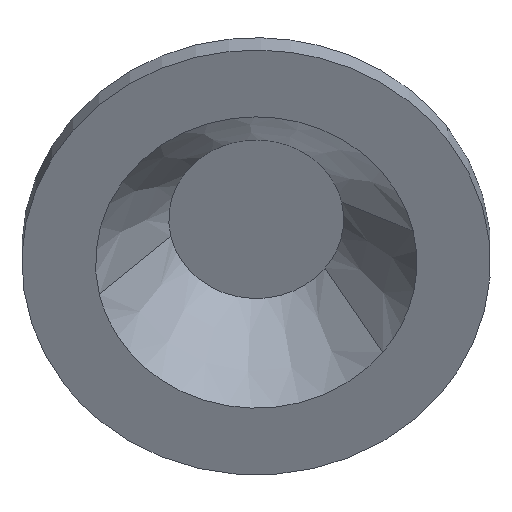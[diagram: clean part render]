
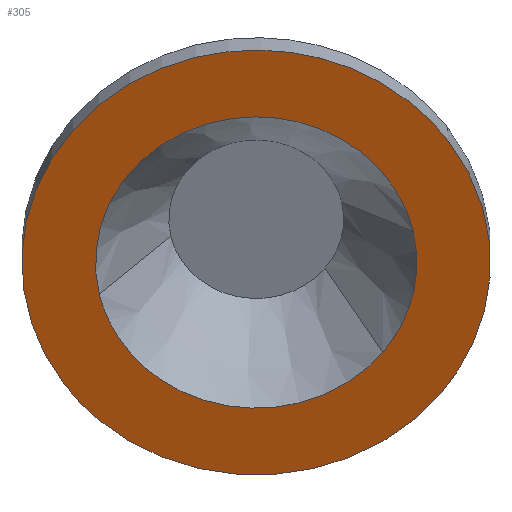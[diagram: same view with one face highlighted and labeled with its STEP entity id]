
A CAD part, left-side view. The second image highlights one B-rep face of the part: STEP entity #305.
In plain terms, the highlighted planar face has unit normal (-0.906, 0, -0.423).
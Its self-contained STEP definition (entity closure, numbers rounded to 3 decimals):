
#143=CARTESIAN_POINT('POINT10',(-340.503,
   -13.085,-86.166));
#144=VERTEX_POINT('VERTEX10',#143);
#152=CARTESIAN_POINT('POINT11',(-332.72,
   13.085,-102.857));
#153=VERTEX_POINT('VERTEX11',#152);
#160=(BOUNDED_CURVE() B_SPLINE_CURVE(2,(#161,#162,#163,#164,#165,#166,
   #167),.UNSPECIFIED.,.F.,.F.) B_SPLINE_CURVE_WITH_KNOTS((3,2,2,3),(
   24.249,27.713,55.426,
   66.511),.UNSPECIFIED.) CURVE() 
   GEOMETRIC_REPRESENTATION_ITEM() RATIONAL_B_SPLINE_CURVE((
   0.891,0.938,1.,0.5,
   1.,0.8,0.76)) REPRESENTATION_ITEM('SPLINE_CRV11'));
#161=CARTESIAN_POINT('',(-332.72,13.085,
   -102.857));
#162=CARTESIAN_POINT('',(-333.359,14.148,
   -101.488));
#163=CARTESIAN_POINT('',(-334.083,14.839,
   -99.935));
#164=CARTESIAN_POINT('',(-344.945,25.203,
   -76.641));
#165=CARTESIAN_POINT('',(-343.307,-2.237,
   -80.153));
#166=CARTESIAN_POINT('',(-342.898,-9.098,
   -81.031));
#167=CARTESIAN_POINT('',(-340.503,-13.085,
   -86.166));
#168=EDGE_CURVE('EDGE15',#153,#144,#160,.T.);
#179=CARTESIAN_POINT('POINT12',(-332.445,
   -12.602,-103.447));
#180=VERTEX_POINT('VERTEX12',#179);
#181=(BOUNDED_CURVE() B_SPLINE_CURVE(2,(#182,#183,#184),.UNSPECIFIED.,
   .F.,.F.) B_SPLINE_CURVE_WITH_KNOTS((3,3),(66.511,
   83.138),.UNSPECIFIED.) CURVE() 
   GEOMETRIC_REPRESENTATION_ITEM() RATIONAL_B_SPLINE_CURVE((0.76,
   0.7,1.)) REPRESENTATION_ITEM('SPLINE_CRV12'));
#182=CARTESIAN_POINT('',(-340.503,-13.085,
   -86.166));
#183=CARTESIAN_POINT('',(-336.398,-19.92,
   -94.969));
#184=CARTESIAN_POINT('',(-332.445,-12.602,
   -103.447));
#185=EDGE_CURVE('EDGE16',#144,#180,#181,.T.);
#199=(BOUNDED_CURVE() B_SPLINE_CURVE(2,(#200,#201,#202),.UNSPECIFIED.,
   .F.,.F.) B_SPLINE_CURVE_WITH_KNOTS((3,3),(0.,
   24.249),.UNSPECIFIED.) CURVE() 
   GEOMETRIC_REPRESENTATION_ITEM() RATIONAL_B_SPLINE_CURVE((1.,
   0.562,0.891)) REPRESENTATION_ITEM(
   'SPLINE_CRV14'));
#200=CARTESIAN_POINT('',(-332.445,-12.602,
   -103.447));
#201=CARTESIAN_POINT('',(-325.271,0.68,
   -118.833));
#202=CARTESIAN_POINT('',(-332.72,13.085,
   -102.857));
#203=EDGE_CURVE('EDGE18',#180,#153,#199,.T.);
#244=CARTESIAN_POINT('POINT16',(-337.618,
   -10.709,-92.354));
#245=VERTEX_POINT('VERTEX16',#244);
#253=CARTESIAN_POINT('POINT17',(-333.755,
   -8.641,-100.638));
#254=VERTEX_POINT('VERTEX17',#253);
#260=(BOUNDED_CURVE() B_SPLINE_CURVE(2,(#261,#262,#263),.UNSPECIFIED.,
   .F.,.F.) B_SPLINE_CURVE_WITH_KNOTS((3,3),(0.857,
   1.),.UNSPECIFIED.) CURVE() GEOMETRIC_REPRESENTATION_ITEM() 
   RATIONAL_B_SPLINE_CURVE((0.755,0.786,
   1.)) REPRESENTATION_ITEM('SPLINE_CRV19'));
#261=CARTESIAN_POINT('',(-337.618,-10.709,
   -92.354));
#262=CARTESIAN_POINT('',(-335.48,-11.834,
   -96.939));
#263=CARTESIAN_POINT('',(-333.755,-8.641,
   -100.638));
#264=EDGE_CURVE('EDGE24',#245,#254,#260,.T.);
#274=ORIENTED_EDGE('COEDGE41',*,*,#203,.F.);
#275=ORIENTED_EDGE('COEDGE42',*,*,#185,.F.);
#276=ORIENTED_EDGE('COEDGE43',*,*,#168,.F.);
#277=EDGE_LOOP('NONE',(#274,#275,#276));
#278=FACE_BOUND('LOOP1',#277,.T.);
#279=CARTESIAN_POINT('POINT18',(-335.606,
   10.709,-96.669));
#280=VERTEX_POINT('VERTEX18',#279);
#281=(BOUNDED_CURVE() B_SPLINE_CURVE(2,(#282,#283,#284,#285,#286),
   .UNSPECIFIED.,.F.,.F.) B_SPLINE_CURVE_WITH_KNOTS((3,2,3),(0.,
   0.333,0.364),.UNSPECIFIED.) CURVE() 
   GEOMETRIC_REPRESENTATION_ITEM() RATIONAL_B_SPLINE_CURVE((1.,
   0.5,1.,0.955,0.917)) 
   REPRESENTATION_ITEM('SPLINE_CRV20'));
#282=CARTESIAN_POINT('',(-333.755,-8.641,
   -100.638));
#283=CARTESIAN_POINT('',(-327.43,3.068,
   -114.202));
#284=CARTESIAN_POINT('',(-334.878,10.175,
   -98.23));
#285=CARTESIAN_POINT('',(-335.232,10.513,
   -97.47));
#286=CARTESIAN_POINT('',(-335.606,10.709,
   -96.669));
#287=EDGE_CURVE('EDGE25',#254,#280,#281,.T.);
#288=ORIENTED_EDGE('COEDGE44',*,*,#287,.T.);
#289=(BOUNDED_CURVE() B_SPLINE_CURVE(2,(#290,#291,#292,#293,#294),
   .UNSPECIFIED.,.F.,.F.) B_SPLINE_CURVE_WITH_KNOTS((3,2,3),(
   0.364,0.667,0.857),
   .UNSPECIFIED.) CURVE() GEOMETRIC_REPRESENTATION_ITEM() 
   RATIONAL_B_SPLINE_CURVE((0.917,0.545,
   1.,0.714,0.755)) 
   REPRESENTATION_ITEM('SPLINE_CRV21'));
#290=CARTESIAN_POINT('',(-335.606,10.709,
   -96.669));
#291=CARTESIAN_POINT('',(-342.138,14.145,
   -82.66));
#292=CARTESIAN_POINT('',(-341.203,-1.534,
   -84.667));
#293=CARTESIAN_POINT('',(-340.753,-9.06,
   -85.63));
#294=CARTESIAN_POINT('',(-337.618,-10.709,
   -92.354));
#295=EDGE_CURVE('EDGE26',#280,#245,#289,.T.);
#296=ORIENTED_EDGE('COEDGE45',*,*,#295,.T.);
#297=ORIENTED_EDGE('COEDGE46',*,*,#264,.T.);
#298=EDGE_LOOP('NONE',(#288,#296,#297));
#299=FACE_BOUND('LOOP1',#298,.T.);
#300=CARTESIAN_POINT('POS12',(-336.612,
   0.,-94.512));
#301=DIRECTION('DIR18',(-0.906,0.,
   -0.423));
#302=DIRECTION('DIR19',(0.423,0.,
   -0.906));
#303=AXIS2_PLACEMENT_3D('AXIS7',#300,#301,#302);
#304=PLANE('PLANE4',#303);
#305=ADVANCED_FACE('FACE11',(#278,#299),#304,.T.);
